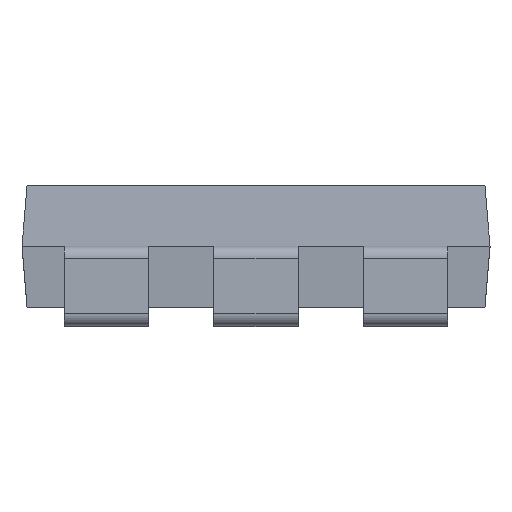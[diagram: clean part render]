
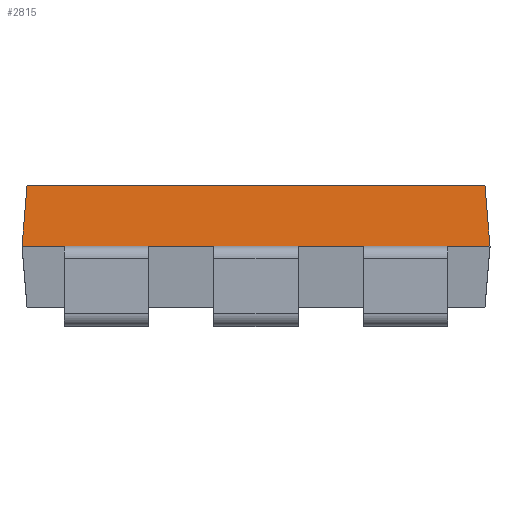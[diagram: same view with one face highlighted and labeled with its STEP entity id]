
A CAD part, top view. The second image highlights one B-rep face of the part: STEP entity #2815.
In plain terms, the highlighted free-form (B-spline) face has degree [1, 1] with [2, 2] control points.
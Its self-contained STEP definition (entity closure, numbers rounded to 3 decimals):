
#2815 = ADVANCED_FACE('',(#2816),#2830,.T.);
#2816 = FACE_BOUND('',#2817,.T.);
#2817 = EDGE_LOOP('',(#2818,#2840,#2855,#2870,#2885,#2900,#2915,#2930,
    #2945,#2960));
#2818 = ORIENTED_EDGE('',*,*,#2819,.T.);
#2819 = EDGE_CURVE('',#2820,#2822,#2824,.T.);
#2820 = VERTEX_POINT('',#2821);
#2821 = CARTESIAN_POINT('',(2.5,0.65,2.5));
#2822 = VERTEX_POINT('',#2823);
#2823 = CARTESIAN_POINT('',(2.446,1.3,2.446));
#2824 = SURFACE_CURVE('',#2825,(#2829),.PCURVE_S1.);
#2825 = LINE('',#2826,#2827);
#2826 = CARTESIAN_POINT('',(2.5,0.65,2.5));
#2827 = VECTOR('',#2828,1.);
#2828 = DIRECTION('',(-0.082,0.993,
    -0.082));
#2829 = PCURVE('',#2830,#2835);
#2830 = B_SPLINE_SURFACE_WITH_KNOTS('',1,1,(
    (#2831,#2832)
    ,(#2833,#2834
    )),.UNSPECIFIED.,.F.,.F.,.F.,(2,2),(2,2),(0.,1.),(0.,1.),
  .PIECEWISE_BEZIER_KNOTS.);
#2831 = CARTESIAN_POINT('',(-2.5,1.3,2.446));
#2832 = CARTESIAN_POINT('',(2.5,1.3,2.446));
#2833 = CARTESIAN_POINT('',(-2.5,0.65,2.5));
#2834 = CARTESIAN_POINT('',(2.5,0.65,2.5));
#2835 = DEFINITIONAL_REPRESENTATION('',(#2836),#2839);
#2836 = B_SPLINE_CURVE_WITH_KNOTS('',1,(#2837,#2838),.UNSPECIFIED.,.F.,
  .F.,(2,2),(0.,0.654),.PIECEWISE_BEZIER_KNOTS.);
#2837 = CARTESIAN_POINT('',(1.,1.));
#2838 = CARTESIAN_POINT('',(0.,0.989));
#2839 = ( GEOMETRIC_REPRESENTATION_CONTEXT(2) 
PARAMETRIC_REPRESENTATION_CONTEXT() REPRESENTATION_CONTEXT('2D SPACE',''
  ) );
#2840 = ORIENTED_EDGE('',*,*,#2841,.T.);
#2841 = EDGE_CURVE('',#2822,#2842,#2844,.T.);
#2842 = VERTEX_POINT('',#2843);
#2843 = CARTESIAN_POINT('',(-2.446,1.3,2.446));
#2844 = SURFACE_CURVE('',#2845,(#2849),.PCURVE_S1.);
#2845 = LINE('',#2846,#2847);
#2846 = CARTESIAN_POINT('',(2.446,1.3,2.446));
#2847 = VECTOR('',#2848,1.);
#2848 = DIRECTION('',(-1.,0.,0.));
#2849 = PCURVE('',#2830,#2850);
#2850 = DEFINITIONAL_REPRESENTATION('',(#2851),#2854);
#2851 = B_SPLINE_CURVE_WITH_KNOTS('',1,(#2852,#2853),.UNSPECIFIED.,.F.,
  .F.,(2,2),(0.,4.893),.PIECEWISE_BEZIER_KNOTS.);
#2852 = CARTESIAN_POINT('',(0.,0.989));
#2853 = CARTESIAN_POINT('',(0.,0.011));
#2854 = ( GEOMETRIC_REPRESENTATION_CONTEXT(2) 
PARAMETRIC_REPRESENTATION_CONTEXT() REPRESENTATION_CONTEXT('2D SPACE',''
  ) );
#2855 = ORIENTED_EDGE('',*,*,#2856,.T.);
#2856 = EDGE_CURVE('',#2842,#2857,#2859,.T.);
#2857 = VERTEX_POINT('',#2858);
#2858 = CARTESIAN_POINT('',(-2.5,0.65,2.5));
#2859 = SURFACE_CURVE('',#2860,(#2864),.PCURVE_S1.);
#2860 = LINE('',#2861,#2862);
#2861 = CARTESIAN_POINT('',(-2.446,1.3,2.446));
#2862 = VECTOR('',#2863,1.);
#2863 = DIRECTION('',(-0.082,-0.993,
    0.082));
#2864 = PCURVE('',#2830,#2865);
#2865 = DEFINITIONAL_REPRESENTATION('',(#2866),#2869);
#2866 = B_SPLINE_CURVE_WITH_KNOTS('',1,(#2867,#2868),.UNSPECIFIED.,.F.,
  .F.,(2,2),(0.,0.654),.PIECEWISE_BEZIER_KNOTS.);
#2867 = CARTESIAN_POINT('',(0.,0.011));
#2868 = CARTESIAN_POINT('',(1.,0.));
#2869 = ( GEOMETRIC_REPRESENTATION_CONTEXT(2) 
PARAMETRIC_REPRESENTATION_CONTEXT() REPRESENTATION_CONTEXT('2D SPACE',''
  ) );
#2870 = ORIENTED_EDGE('',*,*,#2871,.T.);
#2871 = EDGE_CURVE('',#2857,#2872,#2874,.T.);
#2872 = VERTEX_POINT('',#2873);
#2873 = CARTESIAN_POINT('',(-2.05,0.65,2.5));
#2874 = SURFACE_CURVE('',#2875,(#2879),.PCURVE_S1.);
#2875 = LINE('',#2876,#2877);
#2876 = CARTESIAN_POINT('',(-2.5,0.65,2.5));
#2877 = VECTOR('',#2878,1.);
#2878 = DIRECTION('',(1.,0.,0.));
#2879 = PCURVE('',#2830,#2880);
#2880 = DEFINITIONAL_REPRESENTATION('',(#2881),#2884);
#2881 = B_SPLINE_CURVE_WITH_KNOTS('',1,(#2882,#2883),.UNSPECIFIED.,.F.,
  .F.,(2,2),(0.,0.45),.PIECEWISE_BEZIER_KNOTS.);
#2882 = CARTESIAN_POINT('',(1.,0.));
#2883 = CARTESIAN_POINT('',(1.,0.09));
#2884 = ( GEOMETRIC_REPRESENTATION_CONTEXT(2) 
PARAMETRIC_REPRESENTATION_CONTEXT() REPRESENTATION_CONTEXT('2D SPACE',''
  ) );
#2885 = ORIENTED_EDGE('',*,*,#2886,.T.);
#2886 = EDGE_CURVE('',#2872,#2887,#2889,.T.);
#2887 = VERTEX_POINT('',#2888);
#2888 = CARTESIAN_POINT('',(-1.15,0.65,2.5));
#2889 = SURFACE_CURVE('',#2890,(#2894),.PCURVE_S1.);
#2890 = LINE('',#2891,#2892);
#2891 = CARTESIAN_POINT('',(-2.05,0.65,2.5));
#2892 = VECTOR('',#2893,1.);
#2893 = DIRECTION('',(1.,0.,0.));
#2894 = PCURVE('',#2830,#2895);
#2895 = DEFINITIONAL_REPRESENTATION('',(#2896),#2899);
#2896 = B_SPLINE_CURVE_WITH_KNOTS('',1,(#2897,#2898),.UNSPECIFIED.,.F.,
  .F.,(2,2),(0.,0.9),.PIECEWISE_BEZIER_KNOTS.);
#2897 = CARTESIAN_POINT('',(1.,0.09));
#2898 = CARTESIAN_POINT('',(1.,0.27));
#2899 = ( GEOMETRIC_REPRESENTATION_CONTEXT(2) 
PARAMETRIC_REPRESENTATION_CONTEXT() REPRESENTATION_CONTEXT('2D SPACE',''
  ) );
#2900 = ORIENTED_EDGE('',*,*,#2901,.T.);
#2901 = EDGE_CURVE('',#2887,#2902,#2904,.T.);
#2902 = VERTEX_POINT('',#2903);
#2903 = CARTESIAN_POINT('',(-0.45,0.65,2.5));
#2904 = SURFACE_CURVE('',#2905,(#2909),.PCURVE_S1.);
#2905 = LINE('',#2906,#2907);
#2906 = CARTESIAN_POINT('',(-1.15,0.65,2.5));
#2907 = VECTOR('',#2908,1.);
#2908 = DIRECTION('',(1.,0.,0.));
#2909 = PCURVE('',#2830,#2910);
#2910 = DEFINITIONAL_REPRESENTATION('',(#2911),#2914);
#2911 = B_SPLINE_CURVE_WITH_KNOTS('',1,(#2912,#2913),.UNSPECIFIED.,.F.,
  .F.,(2,2),(0.,0.7),.PIECEWISE_BEZIER_KNOTS.);
#2912 = CARTESIAN_POINT('',(1.,0.27));
#2913 = CARTESIAN_POINT('',(1.,0.41));
#2914 = ( GEOMETRIC_REPRESENTATION_CONTEXT(2) 
PARAMETRIC_REPRESENTATION_CONTEXT() REPRESENTATION_CONTEXT('2D SPACE',''
  ) );
#2915 = ORIENTED_EDGE('',*,*,#2916,.T.);
#2916 = EDGE_CURVE('',#2902,#2917,#2919,.T.);
#2917 = VERTEX_POINT('',#2918);
#2918 = CARTESIAN_POINT('',(0.45,0.65,2.5));
#2919 = SURFACE_CURVE('',#2920,(#2924),.PCURVE_S1.);
#2920 = LINE('',#2921,#2922);
#2921 = CARTESIAN_POINT('',(-0.45,0.65,2.5));
#2922 = VECTOR('',#2923,1.);
#2923 = DIRECTION('',(1.,0.,0.));
#2924 = PCURVE('',#2830,#2925);
#2925 = DEFINITIONAL_REPRESENTATION('',(#2926),#2929);
#2926 = B_SPLINE_CURVE_WITH_KNOTS('',1,(#2927,#2928),.UNSPECIFIED.,.F.,
  .F.,(2,2),(0.,0.9),.PIECEWISE_BEZIER_KNOTS.);
#2927 = CARTESIAN_POINT('',(1.,0.41));
#2928 = CARTESIAN_POINT('',(1.,0.59));
#2929 = ( GEOMETRIC_REPRESENTATION_CONTEXT(2) 
PARAMETRIC_REPRESENTATION_CONTEXT() REPRESENTATION_CONTEXT('2D SPACE',''
  ) );
#2930 = ORIENTED_EDGE('',*,*,#2931,.T.);
#2931 = EDGE_CURVE('',#2917,#2932,#2934,.T.);
#2932 = VERTEX_POINT('',#2933);
#2933 = CARTESIAN_POINT('',(1.15,0.65,2.5));
#2934 = SURFACE_CURVE('',#2935,(#2939),.PCURVE_S1.);
#2935 = LINE('',#2936,#2937);
#2936 = CARTESIAN_POINT('',(0.45,0.65,2.5));
#2937 = VECTOR('',#2938,1.);
#2938 = DIRECTION('',(1.,0.,0.));
#2939 = PCURVE('',#2830,#2940);
#2940 = DEFINITIONAL_REPRESENTATION('',(#2941),#2944);
#2941 = B_SPLINE_CURVE_WITH_KNOTS('',1,(#2942,#2943),.UNSPECIFIED.,.F.,
  .F.,(2,2),(0.,0.7),.PIECEWISE_BEZIER_KNOTS.);
#2942 = CARTESIAN_POINT('',(1.,0.59));
#2943 = CARTESIAN_POINT('',(1.,0.73));
#2944 = ( GEOMETRIC_REPRESENTATION_CONTEXT(2) 
PARAMETRIC_REPRESENTATION_CONTEXT() REPRESENTATION_CONTEXT('2D SPACE',''
  ) );
#2945 = ORIENTED_EDGE('',*,*,#2946,.T.);
#2946 = EDGE_CURVE('',#2932,#2947,#2949,.T.);
#2947 = VERTEX_POINT('',#2948);
#2948 = CARTESIAN_POINT('',(2.05,0.65,2.5));
#2949 = SURFACE_CURVE('',#2950,(#2954),.PCURVE_S1.);
#2950 = LINE('',#2951,#2952);
#2951 = CARTESIAN_POINT('',(1.15,0.65,2.5));
#2952 = VECTOR('',#2953,1.);
#2953 = DIRECTION('',(1.,0.,0.));
#2954 = PCURVE('',#2830,#2955);
#2955 = DEFINITIONAL_REPRESENTATION('',(#2956),#2959);
#2956 = B_SPLINE_CURVE_WITH_KNOTS('',1,(#2957,#2958),.UNSPECIFIED.,.F.,
  .F.,(2,2),(0.,0.9),.PIECEWISE_BEZIER_KNOTS.);
#2957 = CARTESIAN_POINT('',(1.,0.73));
#2958 = CARTESIAN_POINT('',(1.,0.91));
#2959 = ( GEOMETRIC_REPRESENTATION_CONTEXT(2) 
PARAMETRIC_REPRESENTATION_CONTEXT() REPRESENTATION_CONTEXT('2D SPACE',''
  ) );
#2960 = ORIENTED_EDGE('',*,*,#2961,.T.);
#2961 = EDGE_CURVE('',#2947,#2820,#2962,.T.);
#2962 = SURFACE_CURVE('',#2963,(#2967),.PCURVE_S1.);
#2963 = LINE('',#2964,#2965);
#2964 = CARTESIAN_POINT('',(2.05,0.65,2.5));
#2965 = VECTOR('',#2966,1.);
#2966 = DIRECTION('',(1.,0.,0.));
#2967 = PCURVE('',#2830,#2968);
#2968 = DEFINITIONAL_REPRESENTATION('',(#2969),#2972);
#2969 = B_SPLINE_CURVE_WITH_KNOTS('',1,(#2970,#2971),.UNSPECIFIED.,.F.,
  .F.,(2,2),(0.,0.45),.PIECEWISE_BEZIER_KNOTS.);
#2970 = CARTESIAN_POINT('',(1.,0.91));
#2971 = CARTESIAN_POINT('',(1.,1.));
#2972 = ( GEOMETRIC_REPRESENTATION_CONTEXT(2) 
PARAMETRIC_REPRESENTATION_CONTEXT() REPRESENTATION_CONTEXT('2D SPACE',''
  ) );
